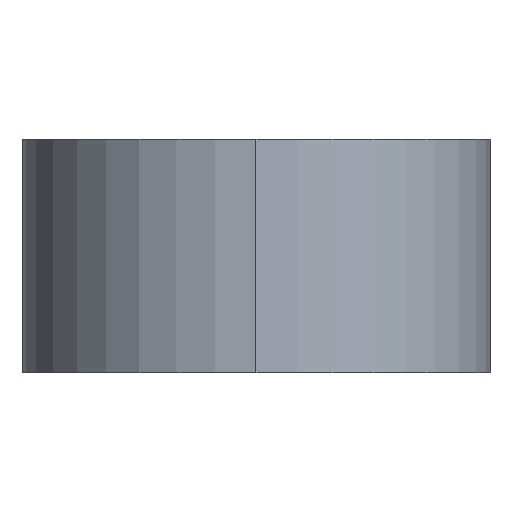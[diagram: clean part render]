
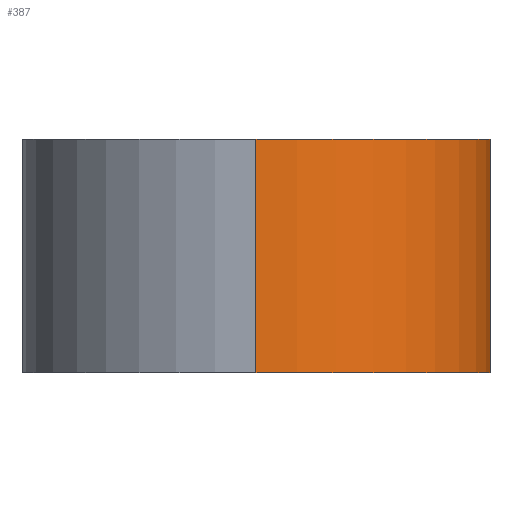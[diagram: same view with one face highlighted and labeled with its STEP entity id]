
A CAD part, left-side view. The second image highlights one B-rep face of the part: STEP entity #387.
In plain terms, the highlighted cylindrical face has radius 10 mm (diameter 20 mm), a partial arc.
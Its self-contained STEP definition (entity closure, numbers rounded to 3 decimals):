
#16 = DIRECTION ( 'NONE',  ( 0., 0., -1. ) ) ;
#41 = CARTESIAN_POINT ( 'NONE',  ( -203.233, 7.504, 10. ) ) ;
#43 = LINE ( 'NONE', #306, #117 ) ;
#52 = ORIENTED_EDGE ( 'NONE', *, *, #176, .T. ) ;
#62 = AXIS2_PLACEMENT_3D ( 'NONE', #98, #201, #164 ) ;
#82 = DIRECTION ( 'NONE',  ( -1., 0., 0. ) ) ;
#84 = DIRECTION ( 'NONE',  ( 1., 0., 0. ) ) ;
#88 = VERTEX_POINT ( 'NONE', #375 ) ;
#98 = CARTESIAN_POINT ( 'NONE',  ( -193.233, 7.504, 0. ) ) ;
#101 = CARTESIAN_POINT ( 'NONE',  ( -203.233, 7.504, 10. ) ) ;
#105 = VECTOR ( 'NONE', #310, 1000. ) ;
#108 = EDGE_CURVE ( 'NONE', #437, #88, #43, .T. ) ;
#117 = VECTOR ( 'NONE', #16, 1000. ) ;
#123 = ORIENTED_EDGE ( 'NONE', *, *, #222, .T. ) ;
#138 = ORIENTED_EDGE ( 'NONE', *, *, #108, .F. ) ;
#164 = DIRECTION ( 'NONE',  ( 1., 0., 0. ) ) ;
#176 = EDGE_CURVE ( 'NONE', #267, #88, #345, .T. ) ;
#179 = AXIS2_PLACEMENT_3D ( 'NONE', #295, #256, #82 ) ;
#201 = DIRECTION ( 'NONE',  ( 0., 0., 1. ) ) ;
#206 = ORIENTED_EDGE ( 'NONE', *, *, #412, .F. ) ;
#215 = FACE_OUTER_BOUND ( 'NONE', #367, .T. ) ;
#222 = EDGE_CURVE ( 'NONE', #351, #267, #409, .T. ) ;
#224 = CARTESIAN_POINT ( 'NONE',  ( -193.233, 7.504, 10. ) ) ;
#256 = DIRECTION ( 'NONE',  ( 0., 0., -1. ) ) ;
#267 = VERTEX_POINT ( 'NONE', #422 ) ;
#278 = AXIS2_PLACEMENT_3D ( 'NONE', #224, #369, #84 ) ;
#295 = CARTESIAN_POINT ( 'NONE',  ( -193.233, 7.504, 10. ) ) ;
#304 = CIRCLE ( 'NONE', #278, 10. ) ;
#306 = CARTESIAN_POINT ( 'NONE',  ( -193.233, -2.496, 10. ) ) ;
#310 = DIRECTION ( 'NONE',  ( 0., 0., -1. ) ) ;
#311 = CYLINDRICAL_SURFACE ( 'NONE', #179, 10. ) ;
#345 = CIRCLE ( 'NONE', #62, 10. ) ;
#351 = VERTEX_POINT ( 'NONE', #41 ) ;
#367 = EDGE_LOOP ( 'NONE', ( #206, #123, #52, #138 ) ) ;
#369 = DIRECTION ( 'NONE',  ( 0., 0., 1. ) ) ;
#375 = CARTESIAN_POINT ( 'NONE',  ( -193.233, -2.496, 0. ) ) ;
#387 = ADVANCED_FACE ( 'NONE', ( #215 ), #311, .T. ) ;
#409 = LINE ( 'NONE', #101, #105 ) ;
#412 = EDGE_CURVE ( 'NONE', #351, #437, #304, .T. ) ;
#422 = CARTESIAN_POINT ( 'NONE',  ( -203.233, 7.504, 0. ) ) ;
#437 = VERTEX_POINT ( 'NONE', #438 ) ;
#438 = CARTESIAN_POINT ( 'NONE',  ( -193.233, -2.496, 10. ) ) ;
